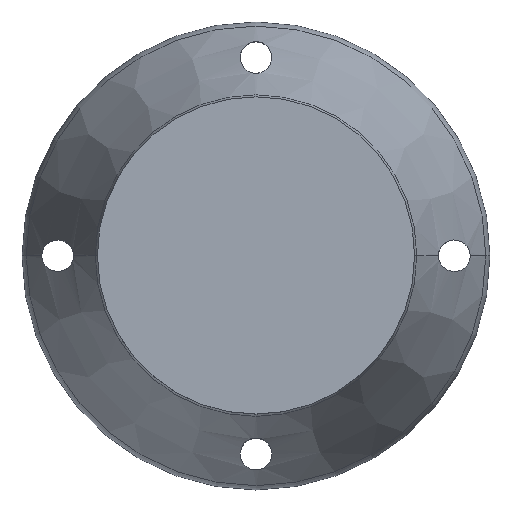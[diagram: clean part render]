
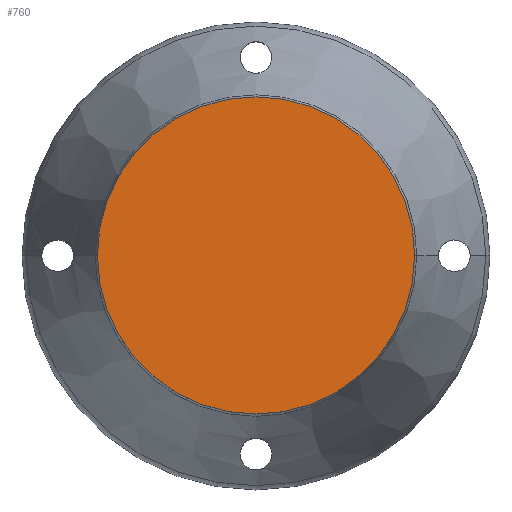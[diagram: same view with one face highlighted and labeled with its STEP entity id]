
A CAD part, top view. The second image highlights one B-rep face of the part: STEP entity #760.
In plain terms, the highlighted planar face has unit normal (0, 0, 1).
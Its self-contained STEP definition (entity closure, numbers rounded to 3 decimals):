
#8 = CIRCLE ( 'NONE', #553, 40. ) ;
#21 = CARTESIAN_POINT ( 'NONE',  ( 0., 0., 43. ) ) ;
#64 = EDGE_CURVE ( 'NONE', #605, #891, #588, .T. ) ;
#211 = EDGE_CURVE ( 'NONE', #891, #605, #8, .T. ) ;
#254 = FACE_OUTER_BOUND ( 'NONE', #368, .T. ) ;
#260 = DIRECTION ( 'NONE',  ( -1., 0., 0. ) ) ;
#278 = CARTESIAN_POINT ( 'NONE',  ( 0., 0., 43. ) ) ;
#315 = AXIS2_PLACEMENT_3D ( 'NONE', #21, #465, #913 ) ;
#355 = DIRECTION ( 'NONE',  ( 0., 0., -1. ) ) ;
#368 = EDGE_LOOP ( 'NONE', ( #529, #766 ) ) ;
#417 = CARTESIAN_POINT ( 'NONE',  ( 40., 0., 43. ) ) ;
#465 = DIRECTION ( 'NONE',  ( 0., 0., 1. ) ) ;
#521 = DIRECTION ( 'NONE',  ( 1., 0., 0. ) ) ;
#529 = ORIENTED_EDGE ( 'NONE', *, *, #64, .T. ) ;
#553 = AXIS2_PLACEMENT_3D ( 'NONE', #671, #597, #521 ) ;
#588 = CIRCLE ( 'NONE', #315, 40. ) ;
#589 = AXIS2_PLACEMENT_3D ( 'NONE', #278, #355, #260 ) ;
#597 = DIRECTION ( 'NONE',  ( 0., 0., 1. ) ) ;
#605 = VERTEX_POINT ( 'NONE', #417 ) ;
#651 = PLANE ( 'NONE',  #589 ) ;
#671 = CARTESIAN_POINT ( 'NONE',  ( 0., 0., 43. ) ) ;
#760 = ADVANCED_FACE ( 'NONE', ( #254 ), #651, .F. ) ;
#766 = ORIENTED_EDGE ( 'NONE', *, *, #211, .T. ) ;
#809 = CARTESIAN_POINT ( 'NONE',  ( -40., 0., 43. ) ) ;
#891 = VERTEX_POINT ( 'NONE', #809 ) ;
#913 = DIRECTION ( 'NONE',  ( 1., 0., 0. ) ) ;
